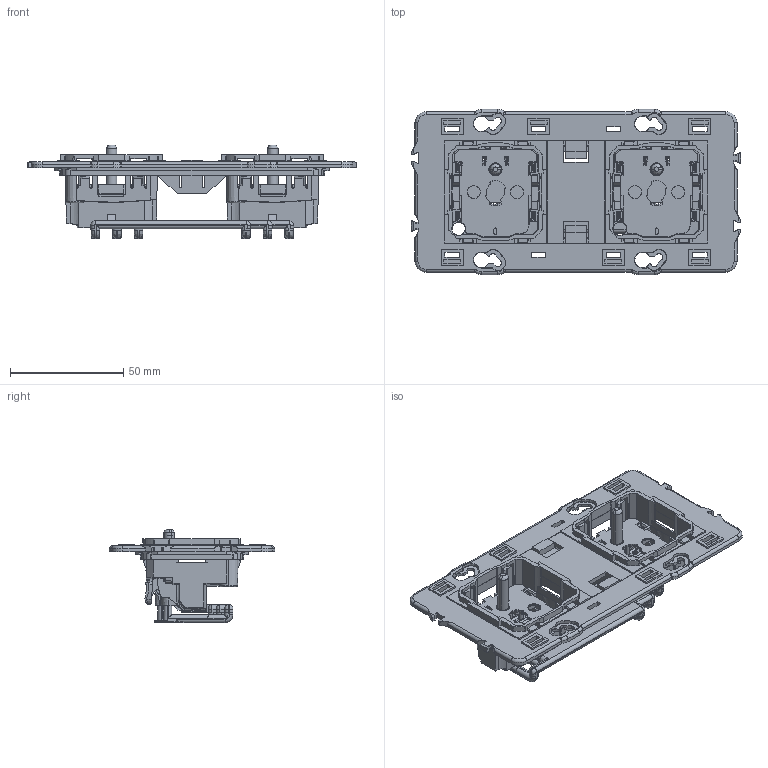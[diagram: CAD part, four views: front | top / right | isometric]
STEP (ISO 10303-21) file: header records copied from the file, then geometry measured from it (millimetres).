
FILE_DESCRIPTION(('CATIA V5 STEP Exchange','CAx-IF Rec.Pracs.--- Model Styling and Organization---1.5--- 2016-08-15','CAx-IF Rec.Pracs.---Supplemental Geometry---1.0---2011-11-01','CAx-IF Rec.Pracs.--- Composite Materials ---1.1---2010-07-15'),'2;1');
FILE_NAME('CM0112s.stp','2024-03-15T09:45:30+00:00',('none'),('none'),'CATIA Version 5-6 Release 2020 SP3','CATIA V5 STEP AP214 v2','none');
FILE_SCHEMA(('AUTOMOTIVE_DESIGN { 1 0 10303 214 1 1 1 1 }'));
Products named in the file (1): CM0112s
Bounding box: 145.15 x 72.94 x 41.42 mm (x, y, z)
Volume: 42246.7 mm3; surface area: 60339.2 mm2
Topology: 9 solids, 11 shells, 3989 faces, 11495 edges, 7449 vertices
Faces by surface type: plane 2285, cylinder 703, cone 466, bspline 331, torus 112, revolution 52, extrusion 28, sphere 12
Entity records: 144295 total; most frequent: CARTESIAN_POINT 50820, ORIENTED_EDGE 22940, DIRECTION 13707, EDGE_CURVE 11475, VERTEX_POINT 7449, VECTOR 7202, LINE 7174, EDGE_LOOP 4094
